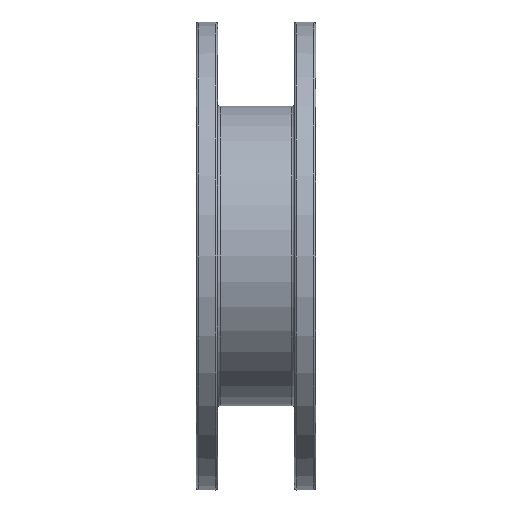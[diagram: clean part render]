
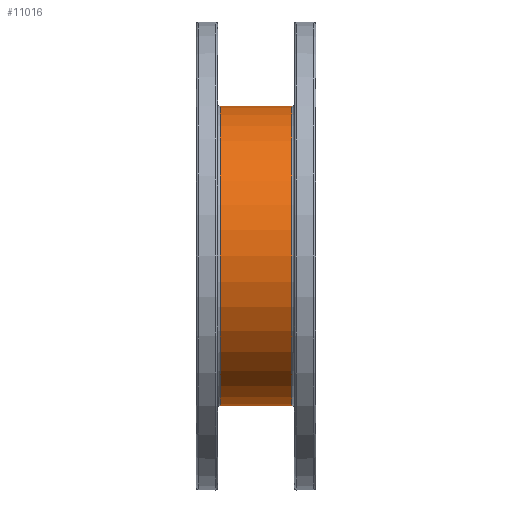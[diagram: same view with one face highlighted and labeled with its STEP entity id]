
A CAD part, left-side view. The second image highlights one B-rep face of the part: STEP entity #11016.
In plain terms, the highlighted cylindrical face has radius 15.875 mm (diameter 31.75 mm), a partial arc.
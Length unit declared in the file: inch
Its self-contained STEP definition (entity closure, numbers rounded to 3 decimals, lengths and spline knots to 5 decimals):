
#361 = CARTESIAN_POINT ( 'NONE',  ( -0.19, 0., 0. ) ) ;
#861 = AXIS2_PLACEMENT_3D ( 'NONE', #17548, #6109, #17823 ) ;
#866 = AXIS2_PLACEMENT_3D ( 'NONE', #17186, #9757, #3832 ) ;
#1212 = EDGE_CURVE ( 'NONE', #14911, #4547, #12452, .T. ) ;
#1883 = ORIENTED_EDGE ( 'NONE', *, *, #13963, .T. ) ;
#3067 = DIRECTION ( 'NONE',  ( 0., -1., 0. ) ) ;
#3832 = DIRECTION ( 'NONE',  ( 0., 0., -1. ) ) ;
#4521 = AXIS2_PLACEMENT_3D ( 'NONE', #361, #16311, #12211 ) ;
#4547 = VERTEX_POINT ( 'NONE', #9742 ) ;
#5855 = VECTOR ( 'NONE', #3067, 39.37008 ) ;
#6036 = EDGE_CURVE ( 'NONE', #14911, #6405, #15953, .T. ) ;
#6109 = DIRECTION ( 'NONE',  ( 0., -1., 0. ) ) ;
#6193 = ORIENTED_EDGE ( 'NONE', *, *, #1212, .T. ) ;
#6405 = VERTEX_POINT ( 'NONE', #18876 ) ;
#7826 = CYLINDRICAL_SURFACE ( 'NONE', #4521, 0.625 ) ;
#8093 = LINE ( 'NONE', #17336, #10215 ) ;
#8619 = CARTESIAN_POINT ( 'NONE',  ( -0.19, 0., 0.625 ) ) ;
#8713 = CARTESIAN_POINT ( 'NONE',  ( -0.19, 0.1, -0.625 ) ) ;
#9307 = VERTEX_POINT ( 'NONE', #8713 ) ;
#9406 = EDGE_LOOP ( 'NONE', ( #12114, #6193, #1883, #12630 ) ) ;
#9515 = CARTESIAN_POINT ( 'NONE',  ( -0.19, 0.4, 0.625 ) ) ;
#9742 = CARTESIAN_POINT ( 'NONE',  ( -0.19, 0.4, -0.625 ) ) ;
#9757 = DIRECTION ( 'NONE',  ( 0., 1., 0. ) ) ;
#10215 = VECTOR ( 'NONE', #11793, 39.37008 ) ;
#11016 = ADVANCED_FACE ( 'NONE', ( #12298 ), #7826, .T. ) ;
#11793 = DIRECTION ( 'NONE',  ( 0., -1., 0. ) ) ;
#11815 = EDGE_CURVE ( 'NONE', #9307, #6405, #14599, .T. ) ;
#12114 = ORIENTED_EDGE ( 'NONE', *, *, #6036, .F. ) ;
#12211 = DIRECTION ( 'NONE',  ( 0., 0., -1. ) ) ;
#12298 = FACE_OUTER_BOUND ( 'NONE', #9406, .T. ) ;
#12452 = CIRCLE ( 'NONE', #861, 0.625 ) ;
#12630 = ORIENTED_EDGE ( 'NONE', *, *, #11815, .T. ) ;
#13963 = EDGE_CURVE ( 'NONE', #4547, #9307, #8093, .T. ) ;
#14599 = CIRCLE ( 'NONE', #866, 0.625 ) ;
#14911 = VERTEX_POINT ( 'NONE', #9515 ) ;
#15953 = LINE ( 'NONE', #8619, #5855 ) ;
#16311 = DIRECTION ( 'NONE',  ( 0., -1., 0. ) ) ;
#17186 = CARTESIAN_POINT ( 'NONE',  ( -0.19, 0.1, 0. ) ) ;
#17336 = CARTESIAN_POINT ( 'NONE',  ( -0.19, 0., -0.625 ) ) ;
#17548 = CARTESIAN_POINT ( 'NONE',  ( -0.19, 0.4, 0. ) ) ;
#17823 = DIRECTION ( 'NONE',  ( 0., 0., 1. ) ) ;
#18876 = CARTESIAN_POINT ( 'NONE',  ( -0.19, 0.1, 0.625 ) ) ;
